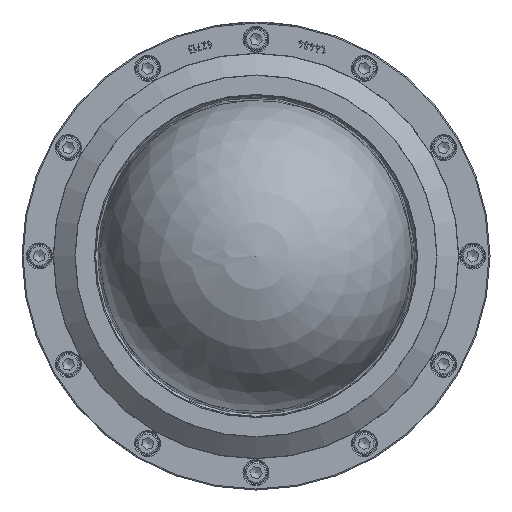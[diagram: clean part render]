
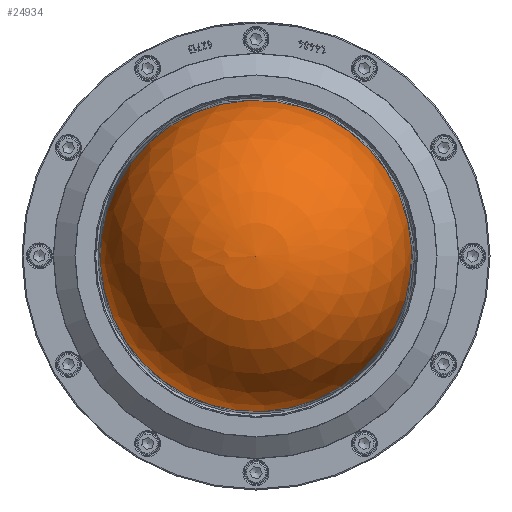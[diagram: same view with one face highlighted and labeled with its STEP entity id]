
A CAD part, front view. The second image highlights one B-rep face of the part: STEP entity #24934.
In plain terms, the highlighted spherical face has radius 72 mm.
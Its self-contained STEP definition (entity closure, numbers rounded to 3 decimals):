
#141=SPHERICAL_SURFACE('',#26383,72.);
#822=CIRCLE('',#26384,71.825);
#823=CIRCLE('',#26385,72.);
#2865=FACE_OUTER_BOUND('',#4345,.T.);
#4345=EDGE_LOOP('',(#21501,#21502,#21503));
#11491=VERTEX_POINT('',#46427);
#11492=VERTEX_POINT('',#46429);
#14881=EDGE_CURVE('',#11491,#11491,#822,.T.);
#14882=EDGE_CURVE('',#11492,#11491,#823,.T.);
#21501=ORIENTED_EDGE('',*,*,#14881,.T.);
#21502=ORIENTED_EDGE('',*,*,#14882,.F.);
#21503=ORIENTED_EDGE('',*,*,#14882,.T.);
#24934=ADVANCED_FACE('',(#2865),#141,.T.);
#26383=AXIS2_PLACEMENT_3D('',#46426,#30267,#30268);
#26384=AXIS2_PLACEMENT_3D('',#46428,#30269,#30270);
#26385=AXIS2_PLACEMENT_3D('',#46430,#30271,#30272);
#30267=DIRECTION('center_axis',(0.,0.,1.));
#30268=DIRECTION('ref_axis',(-1.,0.,0.));
#30269=DIRECTION('center_axis',(0.,0.,1.));
#30270=DIRECTION('ref_axis',(1.,0.,0.));
#30271=DIRECTION('center_axis',(0.,1.,0.));
#30272=DIRECTION('ref_axis',(1.,0.,0.));
#46426=CARTESIAN_POINT('Origin',(0.,0.,48.308));
#46427=CARTESIAN_POINT('',(71.825,0.,53.331));
#46428=CARTESIAN_POINT('Origin',(0.,0.,53.331));
#46429=CARTESIAN_POINT('',(0.,0.,120.308));
#46430=CARTESIAN_POINT('Origin',(0.,0.,48.308));
